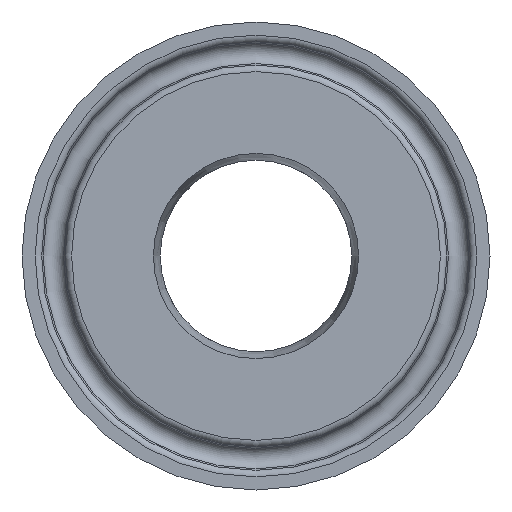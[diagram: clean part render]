
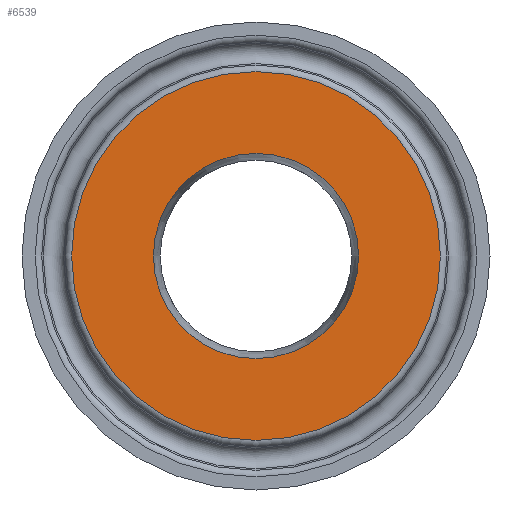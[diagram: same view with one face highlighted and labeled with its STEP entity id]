
A CAD part, left-side view. The second image highlights one B-rep face of the part: STEP entity #6539.
In plain terms, the highlighted planar face has unit normal (-1, 0, 0).
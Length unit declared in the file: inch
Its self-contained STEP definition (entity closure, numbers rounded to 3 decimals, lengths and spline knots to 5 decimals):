
#93=FACE_BOUND('',#1141,.T.);
#398=PLANE('',#7017);
#748=FACE_OUTER_BOUND('',#1140,.T.);
#1140=EDGE_LOOP('',(#6069,#6070));
#1141=EDGE_LOOP('',(#6071,#6072));
#1613=CIRCLE('',#6985,0.435);
#1614=CIRCLE('',#6986,0.435);
#1635=CIRCLE('',#7014,0.78172);
#1636=CIRCLE('',#7015,0.78172);
#3171=VERTEX_POINT('',#14264);
#3172=VERTEX_POINT('',#14266);
#3191=VERTEX_POINT('',#14315);
#3192=VERTEX_POINT('',#14317);
#4134=EDGE_CURVE('',#3172,#3171,#1613,.T.);
#4135=EDGE_CURVE('',#3171,#3172,#1614,.T.);
#4158=EDGE_CURVE('',#3191,#3192,#1635,.T.);
#4159=EDGE_CURVE('',#3192,#3191,#1636,.T.);
#6069=ORIENTED_EDGE('',*,*,#4159,.F.);
#6070=ORIENTED_EDGE('',*,*,#4158,.F.);
#6071=ORIENTED_EDGE('',*,*,#4134,.T.);
#6072=ORIENTED_EDGE('',*,*,#4135,.T.);
#6539=ADVANCED_FACE('',(#748,#93),#398,.T.);
#6985=AXIS2_PLACEMENT_3D('',#14267,#8317,#8318);
#6986=AXIS2_PLACEMENT_3D('',#14268,#8319,#8320);
#7014=AXIS2_PLACEMENT_3D('',#14318,#8377,#8378);
#7015=AXIS2_PLACEMENT_3D('',#14319,#8379,#8380);
#7017=AXIS2_PLACEMENT_3D('',#14321,#8383,#8384);
#8317=DIRECTION('center_axis',(1.,0.,0.));
#8318=DIRECTION('ref_axis',(0.,1.,0.));
#8319=DIRECTION('center_axis',(1.,0.,0.));
#8320=DIRECTION('ref_axis',(0.,1.,0.));
#8377=DIRECTION('center_axis',(1.,0.,0.));
#8378=DIRECTION('ref_axis',(0.,-1.,0.));
#8379=DIRECTION('center_axis',(1.,0.,0.));
#8380=DIRECTION('ref_axis',(0.,-1.,0.));
#8383=DIRECTION('center_axis',(-1.,0.,0.));
#8384=DIRECTION('ref_axis',(0.,0.,1.));
#14264=CARTESIAN_POINT('',(0.,-0.435,0.));
#14266=CARTESIAN_POINT('',(0.,0.435,0.));
#14267=CARTESIAN_POINT('Origin',(0.,0.,
0.));
#14268=CARTESIAN_POINT('Origin',(0.,0.,
0.));
#14315=CARTESIAN_POINT('',(0.,0.,
0.78172));
#14317=CARTESIAN_POINT('',(0.,0.78172,0.));
#14318=CARTESIAN_POINT('Origin',(0.,0.,
0.));
#14319=CARTESIAN_POINT('Origin',(0.,0.,
0.));
#14321=CARTESIAN_POINT('Origin',(0.,0.61829,
0.));
